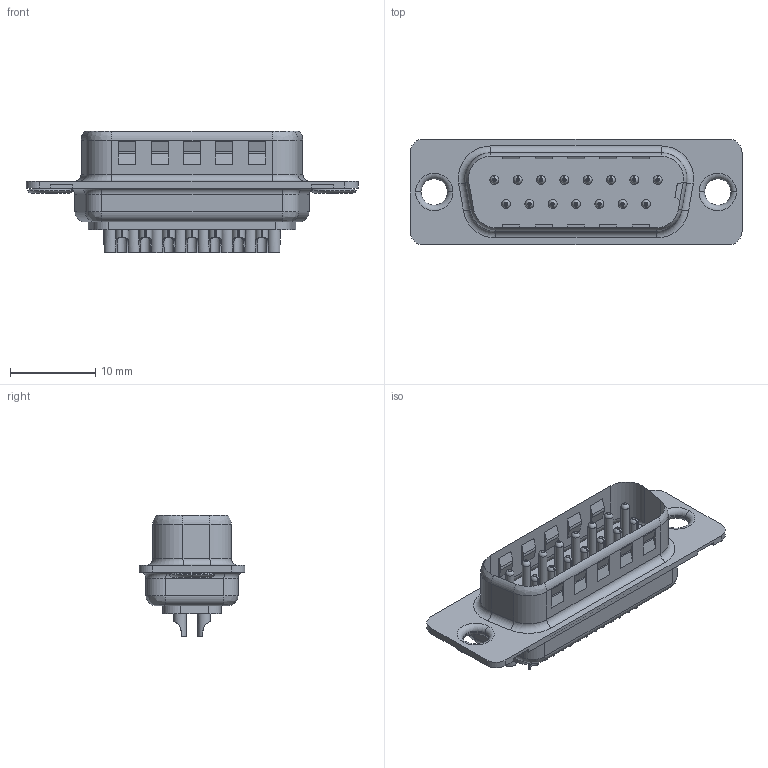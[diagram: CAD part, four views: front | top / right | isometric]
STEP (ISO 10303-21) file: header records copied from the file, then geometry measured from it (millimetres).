
FILE_DESCRIPTION((''),'2;1');
FILE_NAME('DA15P064TXLFC','2007-09-25T',('vrajkris'),('FCI - CDC Division'),'PRO/ENGINEER BY PARAMETRIC TECHNOLOGY CORPORATION, 2004440','PRO/ENGINEER BY PARAMETRIC TECHNOLOGY CORPORATION, 2004440','');
FILE_SCHEMA(('CONFIG_CONTROL_DESIGN'));
Length unit declared in the file: millimetre
Products named in the file (1): DA15P064TXLFC
Bounding box: 39.01 x 12.42 x 14.3 mm (x, y, z)
Volume: 1576 mm3; surface area: 4503.3 mm2
Topology: 1 solids, 1 shells, 1354 faces, 3195 edges, 1889 vertices
Faces by surface type: plane 700, cylinder 323, torus 134, cone 109, bspline 58, sphere 30
Entity records: 45672 total; most frequent: CARTESIAN_POINT 15074, ORIENTED_EDGE 6390, DIRECTION 6272, EDGE_CURVE 3195, AXIS2_PLACEMENT_3D 2241, VERTEX_POINT 1889, VECTOR 1790, LINE 1790
